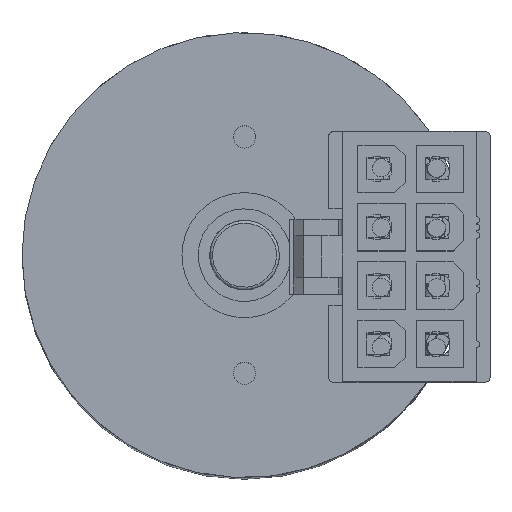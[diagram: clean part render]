
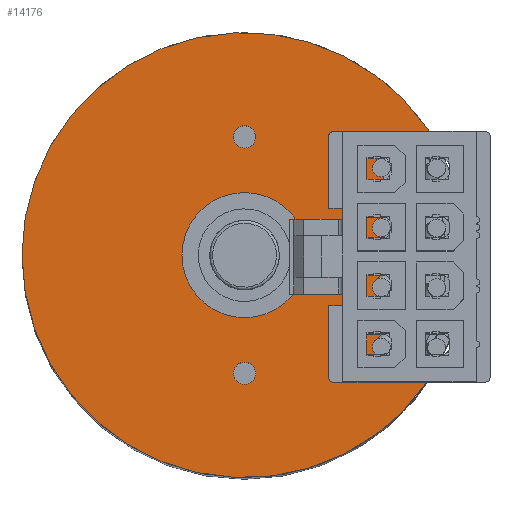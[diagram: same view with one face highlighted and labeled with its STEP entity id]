
A CAD part, top view. The second image highlights one B-rep face of the part: STEP entity #14176.
In plain terms, the highlighted face is planar.
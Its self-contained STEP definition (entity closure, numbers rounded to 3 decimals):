
#162 = DIRECTION ( 'NONE',  ( 1., 0., 0. ) ) ;
#183 = CARTESIAN_POINT ( 'NONE',  ( -0.8, 8.5, 0. ) ) ;
#215 = CARTESIAN_POINT ( 'NONE',  ( -10., -7.1, 0. ) ) ;
#263 = ORIENTED_EDGE ( 'NONE', *, *, #12734, .F. ) ;
#397 = VERTEX_POINT ( 'NONE', #183 ) ;
#428 = DIRECTION ( 'NONE',  ( -1., 0., 0. ) ) ;
#510 = CIRCLE ( 'NONE', #9856, 16. ) ;
#629 = DIRECTION ( 'NONE',  ( 1., 0., 0. ) ) ;
#753 = VECTOR ( 'NONE', #428, 1000. ) ;
#770 = PLANE ( 'NONE',  #13903 ) ;
#805 = DIRECTION ( 'NONE',  ( 0., -1., 0. ) ) ;
#868 = DIRECTION ( 'NONE',  ( 0., 0., 1. ) ) ;
#1223 = CARTESIAN_POINT ( 'NONE',  ( -13.798, 8.1, 0. ) ) ;
#1419 = DIRECTION ( 'NONE',  ( 0., 0., 1. ) ) ;
#1437 = CARTESIAN_POINT ( 'NONE',  ( -12.707, 8.7, 0. ) ) ;
#1517 = DIRECTION ( 'NONE',  ( 1., 0., 0. ) ) ;
#1856 = ORIENTED_EDGE ( 'NONE', *, *, #12854, .T. ) ;
#1991 = CARTESIAN_POINT ( 'NONE',  ( 0., 0., 0. ) ) ;
#2065 = ORIENTED_EDGE ( 'NONE', *, *, #2924, .T. ) ;
#2295 = LINE ( 'NONE', #1223, #8699 ) ;
#2388 = DIRECTION ( 'NONE',  ( 1., 0., 0. ) ) ;
#2651 = CARTESIAN_POINT ( 'NONE',  ( -13.202, -9.039, 0. ) ) ;
#2924 = EDGE_CURVE ( 'NONE', #5723, #9785, #9389, .T. ) ;
#3079 = ORIENTED_EDGE ( 'NONE', *, *, #8366, .F. ) ;
#3311 = CARTESIAN_POINT ( 'NONE',  ( -11., -8.1, 0. ) ) ;
#3347 = DIRECTION ( 'NONE',  ( 0., 0., 1. ) ) ;
#3547 = CARTESIAN_POINT ( 'NONE',  ( -12.707, 8.1, 0. ) ) ;
#3632 = VERTEX_POINT ( 'NONE', #3787 ) ;
#3787 = CARTESIAN_POINT ( 'NONE',  ( 4.5, 0., 0. ) ) ;
#4088 = ORIENTED_EDGE ( 'NONE', *, *, #4839, .F. ) ;
#4229 = DIRECTION ( 'NONE',  ( 0., 0., 1. ) ) ;
#4299 = DIRECTION ( 'NONE',  ( -1., 0., 0. ) ) ;
#4343 = CIRCLE ( 'NONE', #7451, 1. ) ;
#4393 = CARTESIAN_POINT ( 'NONE',  ( 0., 8.5, 0. ) ) ;
#4839 = EDGE_CURVE ( 'NONE', #11757, #11757, #12769, .T. ) ;
#4903 = DIRECTION ( 'NONE',  ( 0., 0., -1. ) ) ;
#4994 = CARTESIAN_POINT ( 'NONE',  ( -12.707, -8.1, 0. ) ) ;
#5001 = LINE ( 'NONE', #11749, #753 ) ;
#5312 = AXIS2_PLACEMENT_3D ( 'NONE', #11526, #12654, #2388 ) ;
#5527 = CARTESIAN_POINT ( 'NONE',  ( -10., 7.1, 0. ) ) ;
#5624 = EDGE_CURVE ( 'NONE', #14434, #14296, #2295, .T. ) ;
#5723 = VERTEX_POINT ( 'NONE', #2651 ) ;
#6093 = ORIENTED_EDGE ( 'NONE', *, *, #5624, .F. ) ;
#6136 = CARTESIAN_POINT ( 'NONE',  ( -11., -7.1, 0. ) ) ;
#6214 = VERTEX_POINT ( 'NONE', #10808 ) ;
#6215 = EDGE_LOOP ( 'NONE', ( #4088 ) ) ;
#6333 = FACE_BOUND ( 'NONE', #6215, .T. ) ;
#6538 = AXIS2_PLACEMENT_3D ( 'NONE', #6782, #3347, #13620 ) ;
#6683 = EDGE_LOOP ( 'NONE', ( #6093, #1856, #263, #2065, #7825, #12686, #3079, #11710 ) ) ;
#6782 = CARTESIAN_POINT ( 'NONE',  ( 0., 0., 0. ) ) ;
#6859 = DIRECTION ( 'NONE',  ( 1., 0., 0. ) ) ;
#6891 = EDGE_LOOP ( 'NONE', ( #11327 ) ) ;
#6975 = CARTESIAN_POINT ( 'NONE',  ( -11., 7.1, 0. ) ) ;
#7451 = AXIS2_PLACEMENT_3D ( 'NONE', #6136, #14159, #10773 ) ;
#7592 = FACE_OUTER_BOUND ( 'NONE', #6683, .T. ) ;
#7604 = EDGE_CURVE ( 'NONE', #8285, #14296, #10867, .T. ) ;
#7825 = ORIENTED_EDGE ( 'NONE', *, *, #11990, .F. ) ;
#7844 = CARTESIAN_POINT ( 'NONE',  ( -10., 8.1, 0. ) ) ;
#7870 = VERTEX_POINT ( 'NONE', #3311 ) ;
#7966 = AXIS2_PLACEMENT_3D ( 'NONE', #13605, #13748, #4299 ) ;
#8048 = DIRECTION ( 'NONE',  ( -1., 0., 0. ) ) ;
#8285 = VERTEX_POINT ( 'NONE', #5527 ) ;
#8366 = EDGE_CURVE ( 'NONE', #8285, #9281, #13337, .T. ) ;
#8699 = VECTOR ( 'NONE', #6859, 1000. ) ;
#9136 = CIRCLE ( 'NONE', #14178, 0.6 ) ;
#9281 = VERTEX_POINT ( 'NONE', #215 ) ;
#9389 = CIRCLE ( 'NONE', #5312, 0.6 ) ;
#9785 = VERTEX_POINT ( 'NONE', #4994 ) ;
#9856 = AXIS2_PLACEMENT_3D ( 'NONE', #1991, #868, #11362 ) ;
#10773 = DIRECTION ( 'NONE',  ( 1., 0., 0. ) ) ;
#10808 = CARTESIAN_POINT ( 'NONE',  ( -13.202, 9.039, 0. ) ) ;
#10832 = CIRCLE ( 'NONE', #12504, 0.8 ) ;
#10867 = CIRCLE ( 'NONE', #11353, 1. ) ;
#10869 = VECTOR ( 'NONE', #805, 1000. ) ;
#10902 = FACE_BOUND ( 'NONE', #6891, .T. ) ;
#11037 = FACE_BOUND ( 'NONE', #11127, .T. ) ;
#11127 = EDGE_LOOP ( 'NONE', ( #13005 ) ) ;
#11327 = ORIENTED_EDGE ( 'NONE', *, *, #13833, .F. ) ;
#11353 = AXIS2_PLACEMENT_3D ( 'NONE', #6975, #1419, #162 ) ;
#11362 = DIRECTION ( 'NONE',  ( 1., 0., 0. ) ) ;
#11526 = CARTESIAN_POINT ( 'NONE',  ( -12.707, -8.7, 0. ) ) ;
#11710 = ORIENTED_EDGE ( 'NONE', *, *, #7604, .T. ) ;
#11749 = CARTESIAN_POINT ( 'NONE',  ( -10., -8.1, 0. ) ) ;
#11757 = VERTEX_POINT ( 'NONE', #14468 ) ;
#11990 = EDGE_CURVE ( 'NONE', #7870, #9785, #5001, .T. ) ;
#12098 = EDGE_CURVE ( 'NONE', #7870, #9281, #4343, .T. ) ;
#12105 = CARTESIAN_POINT ( 'NONE',  ( 0., 0., 0. ) ) ;
#12504 = AXIS2_PLACEMENT_3D ( 'NONE', #4393, #13769, #8048 ) ;
#12654 = DIRECTION ( 'NONE',  ( 0., 0., -1. ) ) ;
#12686 = ORIENTED_EDGE ( 'NONE', *, *, #12098, .T. ) ;
#12734 = EDGE_CURVE ( 'NONE', #5723, #6214, #510, .T. ) ;
#12769 = CIRCLE ( 'NONE', #7966, 0.8 ) ;
#12854 = EDGE_CURVE ( 'NONE', #14434, #6214, #9136, .T. ) ;
#12995 = CIRCLE ( 'NONE', #6538, 4.5 ) ;
#13005 = ORIENTED_EDGE ( 'NONE', *, *, #13850, .T. ) ;
#13337 = LINE ( 'NONE', #7844, #10869 ) ;
#13605 = CARTESIAN_POINT ( 'NONE',  ( 0., -8.5, 0. ) ) ;
#13620 = DIRECTION ( 'NONE',  ( 1., 0., 0. ) ) ;
#13748 = DIRECTION ( 'NONE',  ( 0., 0., -1. ) ) ;
#13769 = DIRECTION ( 'NONE',  ( 0., 0., -1. ) ) ;
#13833 = EDGE_CURVE ( 'NONE', #397, #397, #10832, .T. ) ;
#13850 = EDGE_CURVE ( 'NONE', #3632, #3632, #12995, .T. ) ;
#13903 = AXIS2_PLACEMENT_3D ( 'NONE', #12105, #4229, #629 ) ;
#14159 = DIRECTION ( 'NONE',  ( 0., 0., 1. ) ) ;
#14176 = ADVANCED_FACE ( 'NONE', ( #6333, #10902, #11037, #7592 ), #770, .F. ) ;
#14178 = AXIS2_PLACEMENT_3D ( 'NONE', #1437, #4903, #1517 ) ;
#14296 = VERTEX_POINT ( 'NONE', #14582 ) ;
#14434 = VERTEX_POINT ( 'NONE', #3547 ) ;
#14468 = CARTESIAN_POINT ( 'NONE',  ( -0.8, -8.5, 0. ) ) ;
#14582 = CARTESIAN_POINT ( 'NONE',  ( -11., 8.1, 0. ) ) ;
